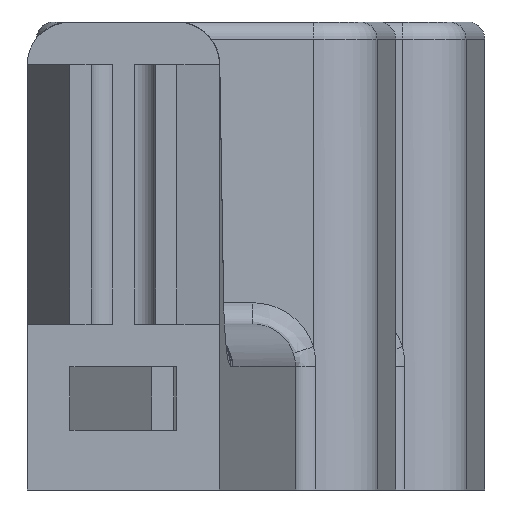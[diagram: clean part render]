
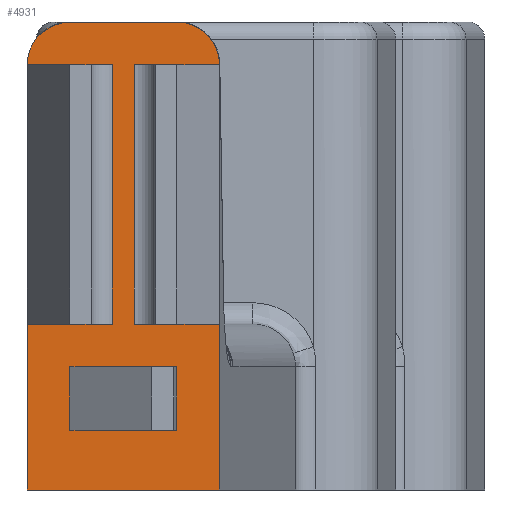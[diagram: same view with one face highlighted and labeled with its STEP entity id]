
A CAD part, front view. The second image highlights one B-rep face of the part: STEP entity #4931.
In plain terms, the highlighted planar face has unit normal (0, -1, 0).
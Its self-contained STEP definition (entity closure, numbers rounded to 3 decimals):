
#44=FACE_BOUND('',#750,.T.);
#45=FACE_BOUND('',#751,.T.);
#46=FACE_BOUND('',#752,.T.);
#98=ELLIPSE('',#5089,2.008,2.);
#100=ELLIPSE('',#5101,2.008,2.);
#208=PLANE('',#5387);
#457=FACE_OUTER_BOUND('',#749,.T.);
#749=EDGE_LOOP('',(#4121,#4122,#4123,#4124,#4125,#4126));
#750=EDGE_LOOP('',(#4127,#4128,#4129,#4130));
#751=EDGE_LOOP('',(#4131,#4132,#4133,#4134));
#752=EDGE_LOOP('',(#4135,#4136,#4137,#4138));
#861=LINE('',#7011,#1336);
#866=LINE('',#7026,#1341);
#873=LINE('',#7041,#1348);
#885=LINE('',#7064,#1360);
#886=LINE('',#7066,#1361);
#900=LINE('',#7095,#1375);
#902=LINE('',#7098,#1377);
#903=LINE('',#7100,#1378);
#933=LINE('',#10938,#1408);
#936=LINE('',#10975,#1411);
#1132=LINE('',#11950,#1607);
#1135=LINE('',#11956,#1610);
#1138=LINE('',#11962,#1613);
#1140=LINE('',#11965,#1615);
#1141=LINE('',#11967,#1616);
#1148=LINE('',#11983,#1623);
#1336=VECTOR('',#5552,10.);
#1341=VECTOR('',#5565,10.);
#1348=VECTOR('',#5576,10.);
#1360=VECTOR('',#5598,10.);
#1361=VECTOR('',#5601,10.);
#1375=VECTOR('',#5625,10.);
#1377=VECTOR('',#5629,10.);
#1378=VECTOR('',#5632,10.);
#1408=VECTOR('',#5728,10.);
#1411=VECTOR('',#5743,10.);
#1607=VECTOR('',#6449,10.);
#1610=VECTOR('',#6456,10.);
#1613=VECTOR('',#6463,10.);
#1615=VECTOR('',#6467,10.);
#1616=VECTOR('',#6470,10.);
#1623=VECTOR('',#6495,10.);
#2012=VERTEX_POINT('',#7004);
#2015=VERTEX_POINT('',#7009);
#2018=VERTEX_POINT('',#7019);
#2021=VERTEX_POINT('',#7024);
#2024=VERTEX_POINT('',#7034);
#2027=VERTEX_POINT('',#7039);
#2042=VERTEX_POINT('',#7092);
#2043=VERTEX_POINT('',#7094);
#2063=VERTEX_POINT('',#7151);
#2064=VERTEX_POINT('',#7152);
#2074=VERTEX_POINT('',#10834);
#2075=VERTEX_POINT('',#10835);
#2081=VERTEX_POINT('',#10936);
#2084=VERTEX_POINT('',#10974);
#2304=VERTEX_POINT('',#11947);
#2305=VERTEX_POINT('',#11949);
#2306=VERTEX_POINT('',#11955);
#2307=VERTEX_POINT('',#11961);
#2474=EDGE_CURVE('',#2015,#2012,#861,.T.);
#2481=EDGE_CURVE('',#2021,#2018,#866,.T.);
#2488=EDGE_CURVE('',#2024,#2027,#873,.T.);
#2500=EDGE_CURVE('',#2027,#2012,#885,.T.);
#2501=EDGE_CURVE('',#2015,#2024,#886,.T.);
#2515=EDGE_CURVE('',#2043,#2042,#900,.T.);
#2517=EDGE_CURVE('',#2021,#2043,#902,.T.);
#2518=EDGE_CURVE('',#2042,#2018,#903,.T.);
#2542=EDGE_CURVE('',#2063,#2064,#98,.T.);
#2559=EDGE_CURVE('',#2074,#2075,#100,.T.);
#2570=EDGE_CURVE('',#2081,#2074,#933,.T.);
#2576=EDGE_CURVE('',#2084,#2064,#936,.T.);
#2925=EDGE_CURVE('',#2305,#2304,#1132,.T.);
#2928=EDGE_CURVE('',#2306,#2305,#1135,.T.);
#2931=EDGE_CURVE('',#2307,#2306,#1138,.T.);
#2933=EDGE_CURVE('',#2304,#2307,#1140,.T.);
#2934=EDGE_CURVE('',#2063,#2075,#1141,.T.);
#2941=EDGE_CURVE('',#2084,#2081,#1148,.T.);
#4121=ORIENTED_EDGE('',*,*,#2559,.F.);
#4122=ORIENTED_EDGE('',*,*,#2570,.F.);
#4123=ORIENTED_EDGE('',*,*,#2941,.F.);
#4124=ORIENTED_EDGE('',*,*,#2576,.T.);
#4125=ORIENTED_EDGE('',*,*,#2542,.F.);
#4126=ORIENTED_EDGE('',*,*,#2934,.T.);
#4127=ORIENTED_EDGE('',*,*,#2501,.T.);
#4128=ORIENTED_EDGE('',*,*,#2488,.T.);
#4129=ORIENTED_EDGE('',*,*,#2500,.T.);
#4130=ORIENTED_EDGE('',*,*,#2474,.F.);
#4131=ORIENTED_EDGE('',*,*,#2517,.T.);
#4132=ORIENTED_EDGE('',*,*,#2515,.T.);
#4133=ORIENTED_EDGE('',*,*,#2518,.T.);
#4134=ORIENTED_EDGE('',*,*,#2481,.F.);
#4135=ORIENTED_EDGE('',*,*,#2931,.T.);
#4136=ORIENTED_EDGE('',*,*,#2928,.T.);
#4137=ORIENTED_EDGE('',*,*,#2925,.T.);
#4138=ORIENTED_EDGE('',*,*,#2933,.T.);
#4931=ADVANCED_FACE('',(#457,#44,#45,#46),#208,.T.);
#5089=AXIS2_PLACEMENT_3D('',#7153,#5679,#5680);
#5101=AXIS2_PLACEMENT_3D('',#10836,#5711,#5712);
#5387=AXIS2_PLACEMENT_3D('',#11994,#6507,#6508);
#5552=DIRECTION('',(0.,0.,-1.));
#5565=DIRECTION('',(0.,0.,1.));
#5576=DIRECTION('',(0.,0.,-1.));
#5598=DIRECTION('',(-1.,0.,0.));
#5601=DIRECTION('',(1.,0.,0.));
#5625=DIRECTION('',(0.,0.,1.));
#5629=DIRECTION('',(-1.,0.,0.));
#5632=DIRECTION('',(1.,0.,0.));
#5679=DIRECTION('center_axis',(0.,1.,0.));
#5680=DIRECTION('ref_axis',(1.,0.,0.));
#5711=DIRECTION('center_axis',(0.,1.,0.));
#5712=DIRECTION('ref_axis',(-1.,0.,0.));
#5728=DIRECTION('',(0.,0.,1.));
#5743=DIRECTION('',(0.,0.,1.));
#6449=DIRECTION('',(1.,0.,0.));
#6456=DIRECTION('',(0.,0.,1.));
#6463=DIRECTION('',(-1.,0.,0.));
#6467=DIRECTION('',(0.,0.,-1.));
#6470=DIRECTION('',(-1.,0.,0.));
#6495=DIRECTION('',(-1.,0.,0.));
#6507=DIRECTION('center_axis',(0.,-1.,0.));
#6508=DIRECTION('ref_axis',(1.,0.,0.));
#7004=CARTESIAN_POINT('',(0.517,0.,7.8));
#7009=CARTESIAN_POINT('',(0.517,0.,20.));
#7011=CARTESIAN_POINT('',(0.517,0.,3.9));
#7019=CARTESIAN_POINT('',(-0.517,0.,20.));
#7024=CARTESIAN_POINT('',(-0.517,0.,7.8));
#7026=CARTESIAN_POINT('',(-0.517,0.,3.9));
#7034=CARTESIAN_POINT('',(3.517,0.,20.));
#7039=CARTESIAN_POINT('',(3.517,0.,7.8));
#7041=CARTESIAN_POINT('',(3.517,0.,3.9));
#7064=CARTESIAN_POINT('',(-0.75,0.,7.8));
#7066=CARTESIAN_POINT('',(-2.259,0.,20.));
#7092=CARTESIAN_POINT('',(-3.517,0.,20.));
#7094=CARTESIAN_POINT('',(-3.517,0.,7.8));
#7095=CARTESIAN_POINT('',(-3.517,0.,3.9));
#7098=CARTESIAN_POINT('',(-3.767,0.,7.8));
#7100=CARTESIAN_POINT('',(-2.259,0.,20.));
#7151=CARTESIAN_POINT('',(2.51,0.,22.));
#7152=CARTESIAN_POINT('',(4.517,0.,20.));
#7153=CARTESIAN_POINT('Origin',(2.51,0.,20.));
#10834=CARTESIAN_POINT('',(-4.517,0.,20.));
#10835=CARTESIAN_POINT('',(-2.51,0.,22.));
#10836=CARTESIAN_POINT('Origin',(-2.51,0.,20.));
#10936=CARTESIAN_POINT('',(-4.517,0.,0.));
#10938=CARTESIAN_POINT('',(-4.517,0.,0.));
#10974=CARTESIAN_POINT('',(4.517,0.,0.));
#10975=CARTESIAN_POINT('',(4.517,0.,0.));
#11947=CARTESIAN_POINT('',(2.51,0.,5.8));
#11949=CARTESIAN_POINT('',(-2.51,0.,5.8));
#11950=CARTESIAN_POINT('',(-3.504,0.,5.8));
#11955=CARTESIAN_POINT('',(-2.51,0.,2.8));
#11956=CARTESIAN_POINT('',(-2.51,0.,1.4));
#11961=CARTESIAN_POINT('',(2.51,0.,2.8));
#11962=CARTESIAN_POINT('',(-1.013,0.,2.8));
#11965=CARTESIAN_POINT('',(2.51,0.,2.9));
#11967=CARTESIAN_POINT('',(-2.149,0.,22.));
#11983=CARTESIAN_POINT('',(4.517,0.,0.));
#11994=CARTESIAN_POINT('Origin',(-4.517,0.,
0.));
